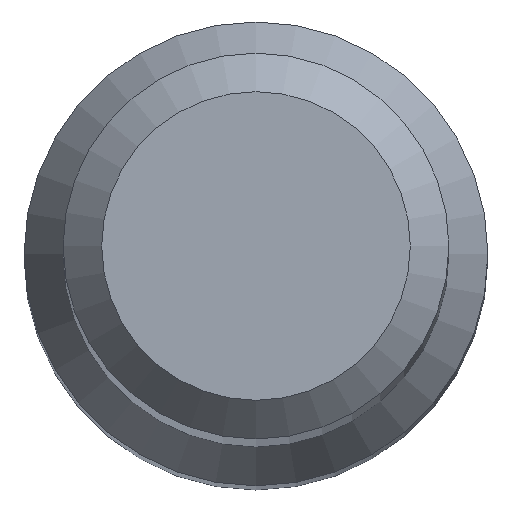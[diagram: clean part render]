
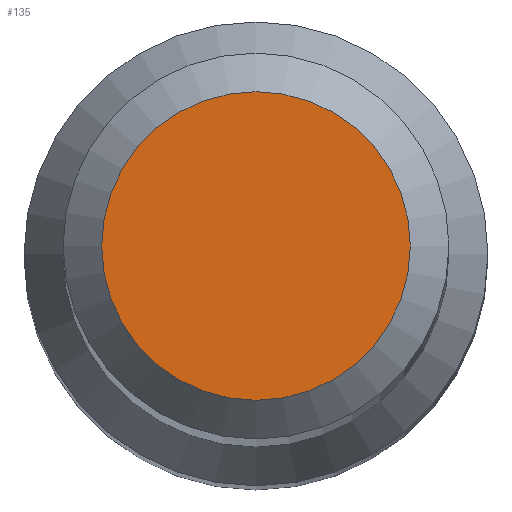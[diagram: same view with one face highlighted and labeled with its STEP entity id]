
A CAD part, top view. The second image highlights one B-rep face of the part: STEP entity #135.
In plain terms, the highlighted planar face has unit normal (0, 0, 1).
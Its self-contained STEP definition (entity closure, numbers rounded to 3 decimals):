
#25 = EDGE_LOOP ( 'NONE', ( #59 ) ) ;
#31 = AXIS2_PLACEMENT_3D ( 'NONE', #205, #190, #52 ) ;
#52 = DIRECTION ( 'NONE',  ( 0., 1., 0. ) ) ;
#57 = DIRECTION ( 'NONE',  ( 0., 0., -1. ) ) ;
#59 = ORIENTED_EDGE ( 'NONE', *, *, #196, .F. ) ;
#73 = FACE_OUTER_BOUND ( 'NONE', #25, .T. ) ;
#100 = DIRECTION ( 'NONE',  ( 0., 1., 0. ) ) ;
#103 = VERTEX_POINT ( 'NONE', #121 ) ;
#121 = CARTESIAN_POINT ( 'NONE',  ( 0., 1.4, 63. ) ) ;
#135 = ADVANCED_FACE ( 'NONE', ( #73 ), #227, .F. ) ;
#146 = CARTESIAN_POINT ( 'NONE',  ( 0., 0., 63. ) ) ;
#182 = CIRCLE ( 'NONE', #223, 1.4 ) ;
#190 = DIRECTION ( 'NONE',  ( 0., 0., -1. ) ) ;
#196 = EDGE_CURVE ( 'NONE', #103, #103, #182, .T. ) ;
#205 = CARTESIAN_POINT ( 'NONE',  ( 0., 0., 63. ) ) ;
#223 = AXIS2_PLACEMENT_3D ( 'NONE', #146, #57, #100 ) ;
#227 = PLANE ( 'NONE',  #31 ) ;
